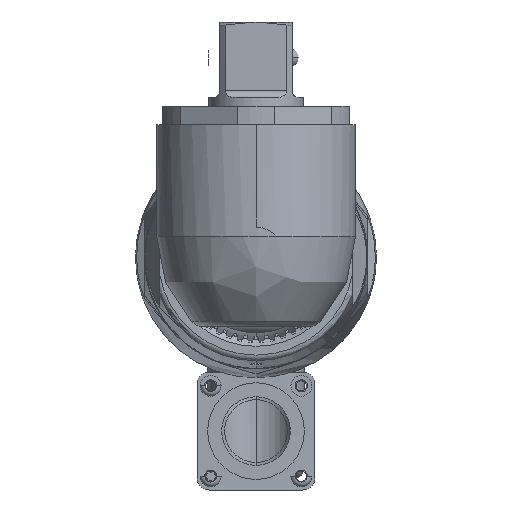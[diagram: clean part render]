
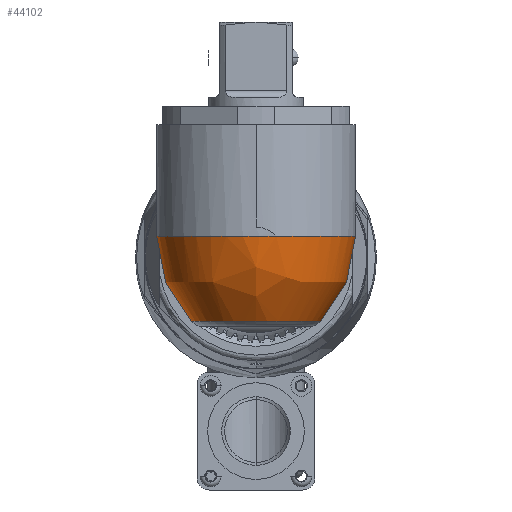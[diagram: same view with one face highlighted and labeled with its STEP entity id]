
A CAD part, left-side view. The second image highlights one B-rep face of the part: STEP entity #44102.
In plain terms, the highlighted free-form (B-spline) face has degree [3, 3] with [7, 4] control points.
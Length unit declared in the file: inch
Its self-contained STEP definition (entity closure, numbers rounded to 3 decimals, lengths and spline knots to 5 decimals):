
#36700=CARTESIAN_POINT('',(-17.05045,0.005,0.218));
#36701=DIRECTION('',(0.,0.,1.));
#36702=DIRECTION('',(0.566,0.825,0.));
#36703=AXIS2_PLACEMENT_3D('',#36700,#36701,#36702);
#36705=CARTESIAN_POINT('',(-17.05045,0.005,-0.66325));
#36706=DIRECTION('',(0.,0.,-1.));
#36707=DIRECTION('',(0.646,-0.764,0.));
#36708=AXIS2_PLACEMENT_3D('',#36705,#36706,#36707);
#36738=CARTESIAN_POINT('',(-16.61947,0.51473,
-0.66325));
#36739=CARTESIAN_POINT('',(-16.61815,0.54468,
-0.63938));
#36740=CARTESIAN_POINT('',(-16.6145,0.60418,
-0.58593));
#36741=CARTESIAN_POINT('',(-16.60431,0.68874,
-0.4868));
#36742=CARTESIAN_POINT('',(-16.58768,0.76399,
-0.3669));
#36743=CARTESIAN_POINT('',(-16.56453,0.82193,
-0.23183));
#36744=CARTESIAN_POINT('',(-16.53555,0.85868,
-0.08532));
#36745=CARTESIAN_POINT('',(-16.50254,0.8713,
0.06624));
#36746=CARTESIAN_POINT('',(-16.47902,0.86327,
0.16756));
#36747=CARTESIAN_POINT('',(-16.46705,0.85506,
0.218));
#36840=CARTESIAN_POINT('',(-16.46705,-0.84506,
0.218));
#36841=CARTESIAN_POINT('',(-16.479,-0.85326,
0.16764));
#36842=CARTESIAN_POINT('',(-16.5025,-0.86133,
0.06643));
#36843=CARTESIAN_POINT('',(-16.53564,-0.84861,
-0.08577));
#36844=CARTESIAN_POINT('',(-16.56451,-0.81192,
-0.23179));
#36845=CARTESIAN_POINT('',(-16.58767,-0.75404,
-0.36684));
#36846=CARTESIAN_POINT('',(-16.60434,-0.67859,
-0.48702));
#36847=CARTESIAN_POINT('',(-16.61451,-0.59405,
-0.58605));
#36848=CARTESIAN_POINT('',(-16.61815,-0.53462,
-0.63943));
#36849=CARTESIAN_POINT('',(-16.61947,-0.50473,
-0.66325));
#41697=CARTESIAN_POINT('',(-18.05972,-0.20554,0.218));
#41718=CARTESIAN_POINT('',(-17.05045,0.005,0.218));
#41719=DIRECTION('',(0.,0.,1.));
#41720=DIRECTION('',(-0.979,-0.204,0.));
#41721=AXIS2_PLACEMENT_3D('',#41718,#41719,#41720);
#42116=VERTEX_POINT('',#36738);
#42117=VERTEX_POINT('',#36747);
#42120=VERTEX_POINT('',#36840);
#42121=VERTEX_POINT('',#36849);
#43542=VERTEX_POINT('',#41697);
#44062=CARTESIAN_POINT('',(-16.31617,-0.71852,
0.23756));
#44063=CARTESIAN_POINT('',(-16.31228,-0.72235,
-0.11115));
#44064=CARTESIAN_POINT('',(-16.40701,-0.62901,
-0.43355));
#44065=CARTESIAN_POINT('',(-16.58488,-0.45375,
-0.67701));
#44066=CARTESIAN_POINT('',(-17.07755,-1.49122,
0.23756));
#44067=CARTESIAN_POINT('',(-17.0777,-1.49915,
-0.11115));
#44068=CARTESIAN_POINT('',(-17.0742,-1.30613,
-0.43355));
#44069=CARTESIAN_POINT('',(-17.06764,-0.94368,
-0.67701));
#44070=CARTESIAN_POINT('',(-18.0813,-1.07979,
0.23756));
#44071=CARTESIAN_POINT('',(-18.08675,-1.08554,
-0.11115));
#44072=CARTESIAN_POINT('',(-17.95377,-0.94559,
-0.43355));
#44073=CARTESIAN_POINT('',(-17.70406,-0.68282,
-0.67701));
#44074=CARTESIAN_POINT('',(-18.0813,0.005,
0.23756));
#44075=CARTESIAN_POINT('',(-18.08675,0.005,
-0.11115));
#44076=CARTESIAN_POINT('',(-17.95377,0.005,
-0.43355));
#44077=CARTESIAN_POINT('',(-17.70406,0.005,
-0.67701));
#44078=CARTESIAN_POINT('',(-18.0813,1.08979,
0.23756));
#44079=CARTESIAN_POINT('',(-18.08675,1.09554,
-0.11115));
#44080=CARTESIAN_POINT('',(-17.95377,0.95559,
-0.43355));
#44081=CARTESIAN_POINT('',(-17.70406,0.69282,
-0.67701));
#44082=CARTESIAN_POINT('',(-17.07755,1.50122,
0.23756));
#44083=CARTESIAN_POINT('',(-17.0777,1.50915,
-0.11115));
#44084=CARTESIAN_POINT('',(-17.0742,1.31613,
-0.43355));
#44085=CARTESIAN_POINT('',(-17.06764,0.95368,
-0.67701));
#44086=CARTESIAN_POINT('',(-16.31617,0.72852,
0.23756));
#44087=CARTESIAN_POINT('',(-16.31228,0.73235,
-0.11115));
#44088=CARTESIAN_POINT('',(-16.40701,0.63901,
-0.43355));
#44089=CARTESIAN_POINT('',(-16.58488,0.46375,
-0.67701));
#44090=(BOUNDED_SURFACE()B_SPLINE_SURFACE(3,3,((#44062,#44063,#44064,#44065),(
#44066,#44067,#44068,#44069),(#44070,#44071,#44072,#44073),(#44074,#44075,
#44076,#44077),(#44078,#44079,#44080,#44081),(#44082,#44083,#44084,#44085),(
#44086,#44087,#44088,#44089)),.UNSPECIFIED.,.F.,.F.,.F.)B_SPLINE_SURFACE_WITH_KNOTS((4,3,4),(4,4),(0.,1.,2.),(0.,1.),.UNSPECIFIED.)GEOMETRIC_REPRESENTATION_ITEM()RATIONAL_B_SPLINE_SURFACE(((1.512,1.429,
1.429,1.512),(0.886,0.838,
0.838,0.886),(0.886,0.838,
0.838,0.886),(1.512,1.429,
1.429,1.512),(0.886,0.838,
0.838,0.886),(0.886,0.838,
0.838,0.886),(1.512,1.429,
1.429,1.512)))REPRESENTATION_ITEM('')SURFACE());
#44092=ORIENTED_EDGE('',*,*,#44091,.T.);
#44094=ORIENTED_EDGE('',*,*,#44093,.T.);
#44096=ORIENTED_EDGE('',*,*,#44095,.T.);
#44097=ORIENTED_EDGE('',*,*,#44055,.T.);
#44099=ORIENTED_EDGE('',*,*,#44098,.T.);
#44100=EDGE_LOOP('',(#44092,#44094,#44096,#44097,#44099));
#44101=FACE_OUTER_BOUND('',#44100,.F.);
#44102=ADVANCED_FACE('',(#44101),#44090,.T.);
#36704=CIRCLE('',#36703,1.031);
#36709=CIRCLE('',#36708,0.66751);
#36748=B_SPLINE_CURVE_WITH_KNOTS('',3,(#36738,#36739,#36740,#36741,#36742,
#36743,#36744,#36745,#36746,#36747),.UNSPECIFIED.,.F.,.F.,(4,1,1,1,1,1,1,4),(
0.,0.14286,0.28571,0.42857,0.57143,
0.71429,0.85714,1.),.UNSPECIFIED.);
#36850=B_SPLINE_CURVE_WITH_KNOTS('',3,(#36840,#36841,#36842,#36843,#36844,
#36845,#36846,#36847,#36848,#36849),.UNSPECIFIED.,.F.,.F.,(4,1,1,1,1,1,1,4),(
0.,0.14286,0.28571,0.42857,0.57143,
0.71429,0.85714,1.),.UNSPECIFIED.);
#41722=CIRCLE('',#41721,1.031);
#44055=EDGE_CURVE('',#42121,#42116,#36709,.T.);
#44091=EDGE_CURVE('',#42117,#43542,#36704,.T.);
#44093=EDGE_CURVE('',#43542,#42120,#41722,.T.);
#44095=EDGE_CURVE('',#42120,#42121,#36850,.T.);
#44098=EDGE_CURVE('',#42116,#42117,#36748,.T.);
